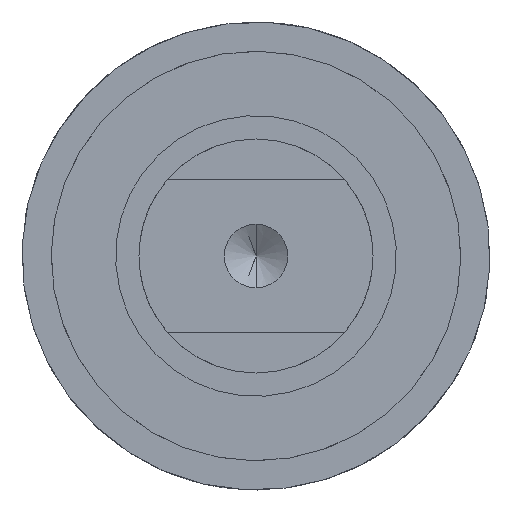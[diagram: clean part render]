
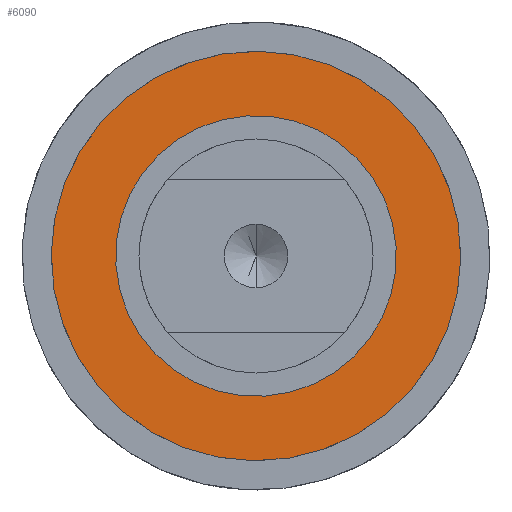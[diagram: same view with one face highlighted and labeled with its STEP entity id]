
A CAD part, front view. The second image highlights one B-rep face of the part: STEP entity #6090.
In plain terms, the highlighted planar face has unit normal (0, -1, 0).
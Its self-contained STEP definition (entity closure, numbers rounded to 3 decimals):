
#167 = DIRECTION ( 'NONE',  ( 0., 0., -1. ) ) ;
#193 = EDGE_LOOP ( 'NONE', ( #2462, #7235 ) ) ;
#194 = CARTESIAN_POINT ( 'NONE',  ( 0., 0., 4.826 ) ) ;
#553 = VERTEX_POINT ( 'NONE', #194 ) ;
#573 = DIRECTION ( 'NONE',  ( 0., 0., -1. ) ) ;
#576 = AXIS2_PLACEMENT_3D ( 'NONE', #3718, #7007, #573 ) ;
#618 = CARTESIAN_POINT ( 'NONE',  ( 0., 0., 0. ) ) ;
#722 = CARTESIAN_POINT ( 'NONE',  ( 0., 0., 0. ) ) ;
#762 = VERTEX_POINT ( 'NONE', #2176 ) ;
#1335 = DIRECTION ( 'NONE',  ( 0., 0., -1. ) ) ;
#1647 = FACE_BOUND ( 'NONE', #1672, .T. ) ;
#1672 = EDGE_LOOP ( 'NONE', ( #7194, #4207 ) ) ;
#1906 = AXIS2_PLACEMENT_3D ( 'NONE', #618, #4007, #1335 ) ;
#2176 = CARTESIAN_POINT ( 'NONE',  ( 0., 0., -4.826 ) ) ;
#2209 = AXIS2_PLACEMENT_3D ( 'NONE', #5834, #7342, #5314 ) ;
#2388 = CARTESIAN_POINT ( 'NONE',  ( 0., 0., -11.112 ) ) ;
#2462 = ORIENTED_EDGE ( 'NONE', *, *, #5349, .T. ) ;
#2824 = EDGE_CURVE ( 'NONE', #553, #762, #8332, .T. ) ;
#3045 = CIRCLE ( 'NONE', #2209, 4.826 ) ;
#3550 = CARTESIAN_POINT ( 'NONE',  ( 0., 0., 0. ) ) ;
#3718 = CARTESIAN_POINT ( 'NONE',  ( 11.112, 0., 0. ) ) ;
#4007 = DIRECTION ( 'NONE',  ( 0., -1., 0. ) ) ;
#4207 = ORIENTED_EDGE ( 'NONE', *, *, #2824, .F. ) ;
#4270 = PLANE ( 'NONE',  #576 ) ;
#4803 = EDGE_CURVE ( 'NONE', #762, #553, #3045, .T. ) ;
#4860 = EDGE_CURVE ( 'NONE', #6856, #8396, #7005, .T. ) ;
#4900 = FACE_OUTER_BOUND ( 'NONE', #193, .T. ) ;
#5314 = DIRECTION ( 'NONE',  ( 0., 0., -1. ) ) ;
#5349 = EDGE_CURVE ( 'NONE', #8396, #6856, #7135, .T. ) ;
#5834 = CARTESIAN_POINT ( 'NONE',  ( 0., 0., 0. ) ) ;
#6090 = ADVANCED_FACE ( 'NONE', ( #4900, #1647 ), #4270, .T. ) ;
#6462 = CARTESIAN_POINT ( 'NONE',  ( 0., 0., 11.112 ) ) ;
#6856 = VERTEX_POINT ( 'NONE', #6462 ) ;
#6875 = AXIS2_PLACEMENT_3D ( 'NONE', #3550, #7448, #7922 ) ;
#7005 = CIRCLE ( 'NONE', #7131, 11.112 ) ;
#7007 = DIRECTION ( 'NONE',  ( 0., -1., 0. ) ) ;
#7131 = AXIS2_PLACEMENT_3D ( 'NONE', #722, #7309, #167 ) ;
#7135 = CIRCLE ( 'NONE', #6875, 11.112 ) ;
#7194 = ORIENTED_EDGE ( 'NONE', *, *, #4803, .F. ) ;
#7235 = ORIENTED_EDGE ( 'NONE', *, *, #4860, .T. ) ;
#7309 = DIRECTION ( 'NONE',  ( 0., -1., 0. ) ) ;
#7342 = DIRECTION ( 'NONE',  ( 0., -1., 0. ) ) ;
#7448 = DIRECTION ( 'NONE',  ( 0., -1., 0. ) ) ;
#7922 = DIRECTION ( 'NONE',  ( 0., 0., -1. ) ) ;
#8332 = CIRCLE ( 'NONE', #1906, 4.826 ) ;
#8396 = VERTEX_POINT ( 'NONE', #2388 ) ;
